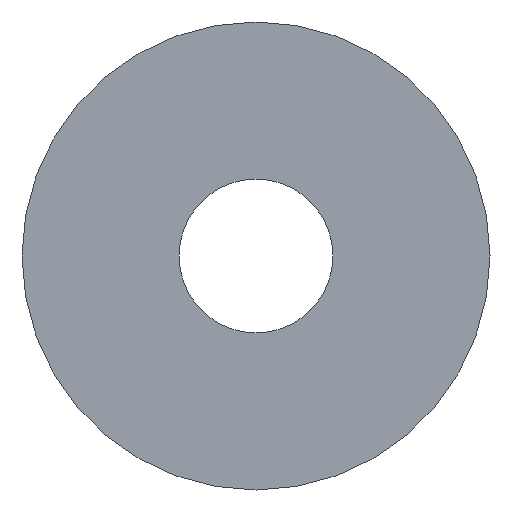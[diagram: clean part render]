
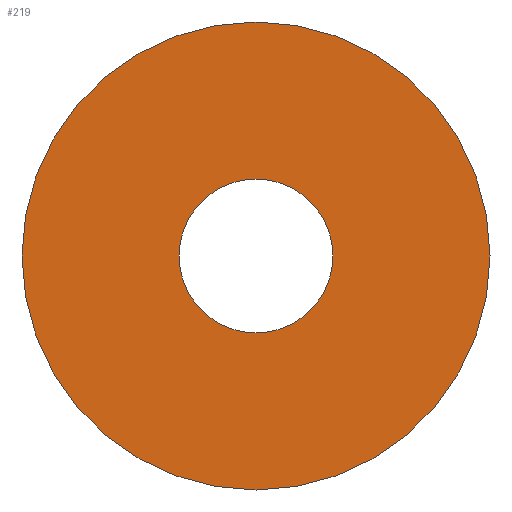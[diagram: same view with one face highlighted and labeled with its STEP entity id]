
A CAD part, front view. The second image highlights one B-rep face of the part: STEP entity #219.
In plain terms, the highlighted planar face has unit normal (0, -1, 0).
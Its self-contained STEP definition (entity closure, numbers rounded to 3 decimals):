
#2 = ORIENTED_EDGE ( 'NONE', *, *, #84, .F. ) ;
#3 = EDGE_CURVE ( 'NONE', #192, #5, #148, .T. ) ;
#5 = VERTEX_POINT ( 'NONE', #144 ) ;
#14 = AXIS2_PLACEMENT_3D ( 'NONE', #60, #59, #186 ) ;
#27 = ORIENTED_EDGE ( 'NONE', *, *, #229, .F. ) ;
#31 = CARTESIAN_POINT ( 'NONE',  ( 0., 0., 0. ) ) ;
#35 = FACE_BOUND ( 'NONE', #106, .T. ) ;
#37 = CIRCLE ( 'NONE', #53, 24.5 ) ;
#50 = DIRECTION ( 'NONE',  ( 0., 1., 0. ) ) ;
#52 = ORIENTED_EDGE ( 'NONE', *, *, #153, .T. ) ;
#53 = AXIS2_PLACEMENT_3D ( 'NONE', #183, #50, #185 ) ;
#56 = AXIS2_PLACEMENT_3D ( 'NONE', #201, #164, #199 ) ;
#59 = DIRECTION ( 'NONE',  ( 0., 1., 0. ) ) ;
#60 = CARTESIAN_POINT ( 'NONE',  ( 0., 0., 0. ) ) ;
#61 = CIRCLE ( 'NONE', #14, 74.5 ) ;
#84 = EDGE_CURVE ( 'NONE', #107, #114, #248, .T. ) ;
#88 = AXIS2_PLACEMENT_3D ( 'NONE', #31, #198, #165 ) ;
#94 = CARTESIAN_POINT ( 'NONE',  ( 0., 0., 0. ) ) ;
#106 = EDGE_LOOP ( 'NONE', ( #52, #236 ) ) ;
#107 = VERTEX_POINT ( 'NONE', #112 ) ;
#112 = CARTESIAN_POINT ( 'NONE',  ( 0., 0., 74.5 ) ) ;
#114 = VERTEX_POINT ( 'NONE', #220 ) ;
#115 = DIRECTION ( 'NONE',  ( 0., 0., 1. ) ) ;
#144 = CARTESIAN_POINT ( 'NONE',  ( 0., 0., -24.5 ) ) ;
#148 = CIRCLE ( 'NONE', #56, 24.5 ) ;
#153 = EDGE_CURVE ( 'NONE', #5, #192, #37, .T. ) ;
#164 = DIRECTION ( 'NONE',  ( 0., 1., 0. ) ) ;
#165 = DIRECTION ( 'NONE',  ( 0., 0., 1. ) ) ;
#168 = EDGE_LOOP ( 'NONE', ( #27, #2 ) ) ;
#183 = CARTESIAN_POINT ( 'NONE',  ( 0., 0., 0. ) ) ;
#185 = DIRECTION ( 'NONE',  ( 0., 0., 1. ) ) ;
#186 = DIRECTION ( 'NONE',  ( 0., 0., 1. ) ) ;
#187 = PLANE ( 'NONE',  #245 ) ;
#192 = VERTEX_POINT ( 'NONE', #225 ) ;
#198 = DIRECTION ( 'NONE',  ( 0., 1., 0. ) ) ;
#199 = DIRECTION ( 'NONE',  ( 0., 0., 1. ) ) ;
#201 = CARTESIAN_POINT ( 'NONE',  ( 0., 0., 0. ) ) ;
#204 = DIRECTION ( 'NONE',  ( 0., 1., 0. ) ) ;
#219 = ADVANCED_FACE ( 'NONE', ( #226, #35 ), #187, .F. ) ;
#220 = CARTESIAN_POINT ( 'NONE',  ( 0., 0., -74.5 ) ) ;
#225 = CARTESIAN_POINT ( 'NONE',  ( 0., 0., 24.5 ) ) ;
#226 = FACE_OUTER_BOUND ( 'NONE', #168, .T. ) ;
#229 = EDGE_CURVE ( 'NONE', #114, #107, #61, .T. ) ;
#236 = ORIENTED_EDGE ( 'NONE', *, *, #3, .T. ) ;
#245 = AXIS2_PLACEMENT_3D ( 'NONE', #94, #204, #115 ) ;
#248 = CIRCLE ( 'NONE', #88, 74.5 ) ;
